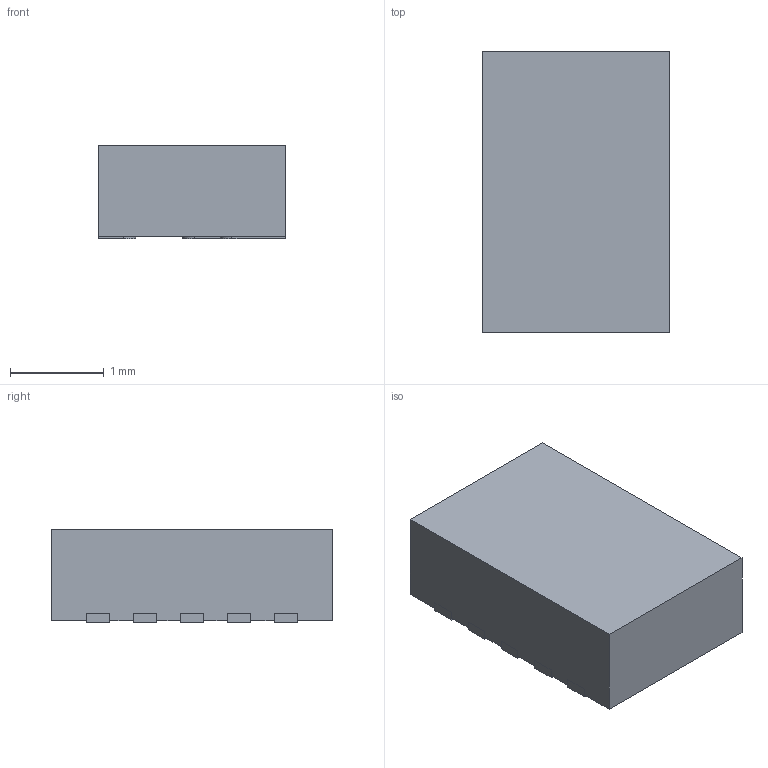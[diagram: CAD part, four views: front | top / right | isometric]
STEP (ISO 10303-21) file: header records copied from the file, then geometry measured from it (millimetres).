
FILE_DESCRIPTION((''),'2;1');
FILE_NAME('DLA0010A_ASM','2018-05-02T11:15:39',('a0412086'),(''),'CREO PARAMETRIC BY PTC INC, 2017260','CREO PARAMETRIC BY PTC INC, 2017260','');
FILE_SCHEMA(('AUTOMOTIVE_DESIGN { 1 0 10303 214 1 1 1 1 }'));
Length unit declared in the file: millimetre
Products named in the file (3): FRAME; MOLD; DLA0010A_ASM
Assembly tree (2 placements, depth 2):
  DLA0010A_ASM
    FRAME
    MOLD
Bounding box: 2 x 3 x 1 mm (x, y, z)
Volume: 5.9 mm3; surface area: 27 mm2
Topology: 11 solids, 11 shells, 106 faces, 252 edges, 168 vertices
Faces by surface type: plane 88, cylinder 18
Entity records: 4167 total; most frequent: CARTESIAN_POINT 565, DIRECTION 549, ORIENTED_EDGE 504, PRESENTATION_STYLE_ASSIGNMENT 263, STYLED_ITEM 263, CURVE_STYLE 252, EDGE_CURVE 252, VECTOR 216
